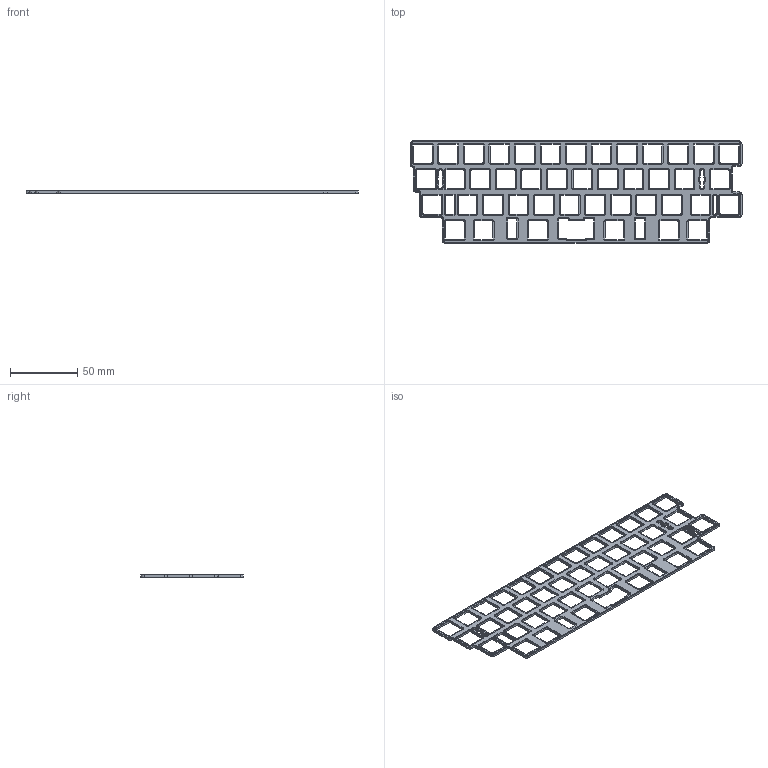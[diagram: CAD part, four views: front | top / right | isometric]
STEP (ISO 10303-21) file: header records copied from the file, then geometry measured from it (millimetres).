
FILE_DESCRIPTION(/* description */ (''),/* implementation_level */ '2;1');
FILE_NAME(/* name */ 'Agar mini Fr4.step',/* time_stamp */ '2025-07-31T09:16:57+08:00',/* author */ (''),/* organization */ (''),/* preprocessor_version */ 'ST-DEVELOPER v20.1',/* originating_system */ 'Autodesk Translation Framework v14.10.0.0',/* authorisation */ '');
FILE_SCHEMA (('AUTOMOTIVE_DESIGN { 1 0 10303 214 3 1 1 }'));
Length unit declared in the file: millimetre
Products named in the file (2): (未保存); 零部件1
Assembly tree (1 placements, depth 2):
  (未保存)
    零部件1
Bounding box: 247.65 x 76.2 x 1.5 mm (x, y, z)
Volume: 12617.7 mm3; surface area: 32549.8 mm2
Topology: 52 solids, 52 shells, 1453 faces, 4047 edges, 2698 vertices
Faces by surface type: plane 781, cylinder 672
Entity records: 47318 total; most frequent: DIRECTION 8303, CARTESIAN_POINT 8201, ORIENTED_EDGE 8094, EDGE_CURVE 4047, AXIS2_PLACEMENT_3D 2800, LINE 2703, VECTOR 2703, VERTEX_POINT 2698
